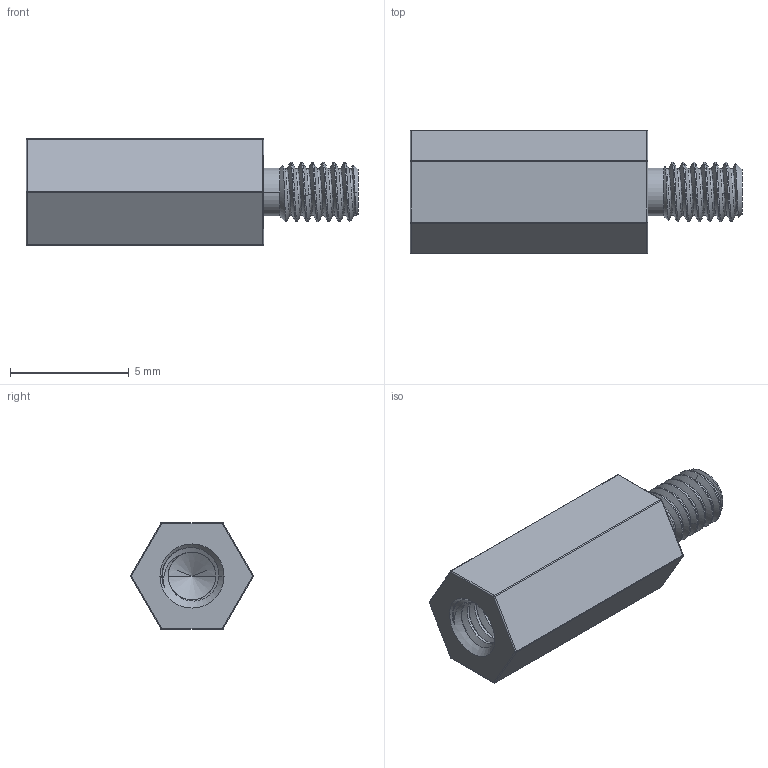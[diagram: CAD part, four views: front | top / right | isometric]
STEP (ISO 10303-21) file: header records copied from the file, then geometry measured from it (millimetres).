
FILE_DESCRIPTION((''),'2;1');
FILE_NAME('MALE_FEMALE_STANDOFF','2022-02-19T23:13:09',('Administrator'),(''),'CREO PARAMETRIC BY PTC INC, 2019292','CREO PARAMETRIC BY PTC INC, 2019292','');
FILE_SCHEMA(('AUTOMOTIVE_DESIGN { 1 0 10303 214 1 1 1 1 }'));
Length unit declared in the file: millimetre
Products named in the file (1): MALE_FEMALE_STANDOFF
Bounding box: 13.97 x 5.18 x 4.5 mm (x, y, z)
Volume: 170.4 mm3; surface area: 286.1 mm2
Topology: 1 solids, 1 shells, 103 faces, 250 edges, 150 vertices
Faces by surface type: cylinder 52, bspline 21, sphere 12, plane 11, cone 7
Entity records: 9036 total; most frequent: CARTESIAN_POINT 5908, ORIENTED_EDGE 496, DIRECTION 353, PRESENTATION_STYLE_ASSIGNMENT 249, STYLED_ITEM 249, CURVE_STYLE 248, EDGE_CURVE 248, VERTEX_POINT 150
